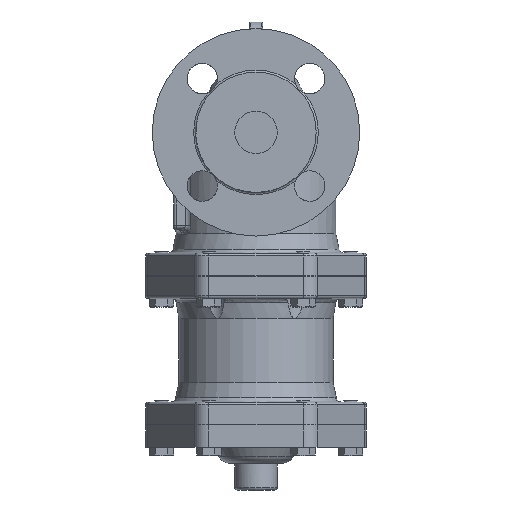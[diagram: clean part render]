
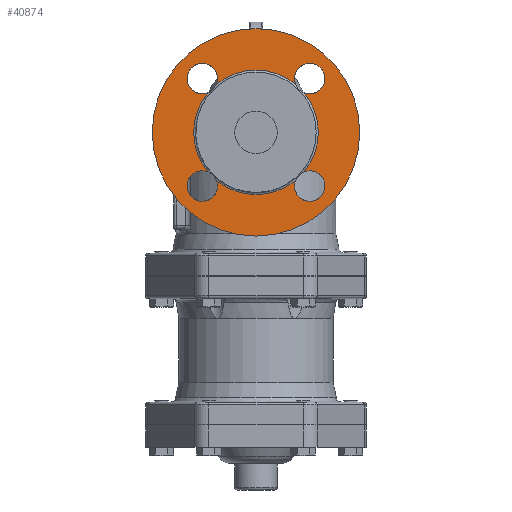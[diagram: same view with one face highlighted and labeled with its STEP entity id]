
A CAD part, left-side view. The second image highlights one B-rep face of the part: STEP entity #40874.
In plain terms, the highlighted free-form (B-spline) face has degree [1, 1] with [2, 2] control points.
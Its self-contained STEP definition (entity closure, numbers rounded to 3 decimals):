
#40662=CARTESIAN_POINT('',(-110.9,29.696,71.763));
#40663=VERTEX_POINT('',#40662);
#40664=CARTESIAN_POINT('',(-110.9,-29.696,71.763));
#40665=VERTEX_POINT('',#40664);
#40666=CARTESIAN_POINT('',(-110.9,0.0,108.0));
#40667=DIRECTION('',(-1.0,0.0,0.0));
#40668=DIRECTION('',(0.0,0.0,-1.0));
#40669=AXIS2_PLACEMENT_3D('',#40666,#40667,#40668);
#40670=CIRCLE('',#40669,46.85);
#40671=EDGE_CURVE('',#40663,#40665,#40670,.T.);
#40673=CARTESIAN_POINT('',(-110.9,-36.237,78.304));
#40674=VERTEX_POINT('',#40673);
#40703=CARTESIAN_POINT('',(-110.9,-36.237,137.696));
#40704=VERTEX_POINT('',#40703);
#40705=CARTESIAN_POINT('',(-110.9,0.0,108.0));
#40706=DIRECTION('',(-1.0,0.0,0.0));
#40707=DIRECTION('',(0.0,0.0,-1.0));
#40708=AXIS2_PLACEMENT_3D('',#40705,#40706,#40707);
#40709=CIRCLE('',#40708,46.85);
#40710=EDGE_CURVE('',#40674,#40704,#40709,.T.);
#40712=CARTESIAN_POINT('',(-110.9,-29.696,144.237));
#40713=VERTEX_POINT('',#40712);
#40742=CARTESIAN_POINT('',(-110.9,29.696,144.237));
#40743=VERTEX_POINT('',#40742);
#40744=CARTESIAN_POINT('',(-110.9,0.0,108.0));
#40745=DIRECTION('',(-1.0,0.0,0.0));
#40746=DIRECTION('',(0.0,0.0,-1.0));
#40747=AXIS2_PLACEMENT_3D('',#40744,#40745,#40746);
#40748=CIRCLE('',#40747,46.85);
#40749=EDGE_CURVE('',#40713,#40743,#40748,.T.);
#40751=CARTESIAN_POINT('',(-110.9,36.237,137.696));
#40752=VERTEX_POINT('',#40751);
#40781=CARTESIAN_POINT('',(-110.9,36.237,78.304));
#40782=VERTEX_POINT('',#40781);
#40783=CARTESIAN_POINT('',(-110.9,0.0,108.0));
#40784=DIRECTION('',(-1.0,0.0,0.0));
#40785=DIRECTION('',(0.0,0.0,-1.0));
#40786=AXIS2_PLACEMENT_3D('',#40783,#40784,#40785);
#40787=CIRCLE('',#40786,46.85);
#40788=EDGE_CURVE('',#40752,#40782,#40787,.T.);
#40824=CARTESIAN_POINT('',(-110.9,78.0,186.0));
#40825=CARTESIAN_POINT('',(-110.9,78.0,30.0));
#40826=CARTESIAN_POINT('',(-110.9,-78.0,186.0));
#40827=CARTESIAN_POINT('',(-110.9,-78.0,30.0));
#40828=B_SPLINE_SURFACE_WITH_KNOTS('',1,1,((#40824,#40826),(#40825,#40827)),.UNSPECIFIED.,.F.,.F.,.U.,(2,2),(2,2),(0.0,156.0),(0.0,156.0),.UNSPECIFIED.);
#40829=CARTESIAN_POINT('',(-110.9,0.0,186.0));
#40830=VERTEX_POINT('',#40829);
#40831=CARTESIAN_POINT('',(-110.9,0.0,108.0));
#40832=DIRECTION('',(-1.0,0.0,0.0));
#40833=DIRECTION('',(0.0,0.0,1.0));
#40834=AXIS2_PLACEMENT_3D('',#40831,#40832,#40833);
#40835=CIRCLE('',#40834,78.0);
#40836=EDGE_CURVE('',#40830,#40830,#40835,.T.);
#40837=ORIENTED_EDGE('',*,*,#40836,.T.);
#40838=EDGE_LOOP('',(#40837));
#40839=FACE_OUTER_BOUND('',#40838,.T.);
#40840=ORIENTED_EDGE('',*,*,#40671,.F.);
#40841=CARTESIAN_POINT('',(-110.9,40.411,67.589));
#40842=DIRECTION('',(1.0,0.0,0.0));
#40843=DIRECTION('',(0.0,0.0,1.0));
#40844=AXIS2_PLACEMENT_3D('',#40841,#40842,#40843);
#40845=CIRCLE('',#40844,11.5);
#40846=EDGE_CURVE('',#40663,#40782,#40845,.T.);
#40847=ORIENTED_EDGE('',*,*,#40846,.T.);
#40848=ORIENTED_EDGE('',*,*,#40788,.F.);
#40849=CARTESIAN_POINT('',(-110.9,40.411,148.411));
#40850=DIRECTION('',(1.0,0.0,0.0));
#40851=DIRECTION('',(0.0,-1.0,0.0));
#40852=AXIS2_PLACEMENT_3D('',#40849,#40850,#40851);
#40853=CIRCLE('',#40852,11.5);
#40854=EDGE_CURVE('',#40752,#40743,#40853,.T.);
#40855=ORIENTED_EDGE('',*,*,#40854,.T.);
#40856=ORIENTED_EDGE('',*,*,#40749,.F.);
#40857=CARTESIAN_POINT('',(-110.9,-40.411,148.411));
#40858=DIRECTION('',(1.0,0.0,0.0));
#40859=DIRECTION('',(0.0,0.0,-1.0));
#40860=AXIS2_PLACEMENT_3D('',#40857,#40858,#40859);
#40861=CIRCLE('',#40860,11.5);
#40862=EDGE_CURVE('',#40713,#40704,#40861,.T.);
#40863=ORIENTED_EDGE('',*,*,#40862,.T.);
#40864=ORIENTED_EDGE('',*,*,#40710,.F.);
#40865=CARTESIAN_POINT('',(-110.9,-40.411,67.589));
#40866=DIRECTION('',(1.0,0.0,0.0));
#40867=DIRECTION('',(0.0,1.0,0.0));
#40868=AXIS2_PLACEMENT_3D('',#40865,#40866,#40867);
#40869=CIRCLE('',#40868,11.5);
#40870=EDGE_CURVE('',#40674,#40665,#40869,.T.);
#40871=ORIENTED_EDGE('',*,*,#40870,.T.);
#40872=EDGE_LOOP('',(#40840,#40847,#40848,#40855,#40856,#40863,#40864,#40871));
#40873=FACE_BOUND('',#40872,.T.);
#40874=ADVANCED_FACE('',(#40839,#40873),#40828,.T.);
